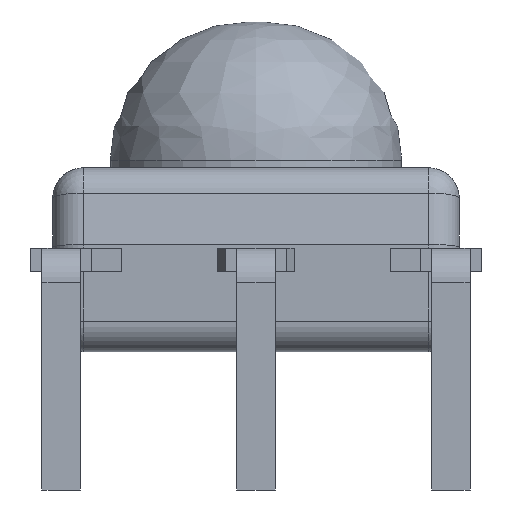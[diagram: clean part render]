
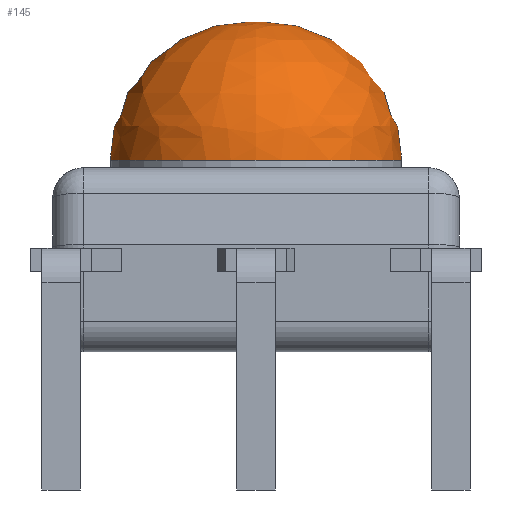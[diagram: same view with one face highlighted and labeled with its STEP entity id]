
A CAD part, front view. The second image highlights one B-rep face of the part: STEP entity #145.
In plain terms, the highlighted free-form (B-spline) face has degree [3, 3] with [4, 7] control points.
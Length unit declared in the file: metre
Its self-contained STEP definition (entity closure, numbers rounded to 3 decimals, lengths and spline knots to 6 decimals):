
#145 = ADVANCED_FACE( '', ( #386, #387 ), #388, .T. );
#386 = FACE_OUTER_BOUND( '', #726, .T. );
#387 = FACE_OUTER_BOUND( '', #727, .T. );
#388 = ( BOUNDED_SURFACE(  )B_SPLINE_SURFACE( 3, 3, ( ( #730, #731, #732, #733, #734, #735, #736 ), ( #737, #738, #739, #740, #741, #742, #743 ), ( #744, #745, #746, #747, #748, #749, #750 ), ( #751, #752, #753, #754, #755, #756, #757 ) ), .UNSPECIFIED., .F., .T., .F. )B_SPLINE_SURFACE_WITH_KNOTS( ( 4, 4 ), ( 4, 3, 4 ), ( 0., 6.283185 ), ( 0., 0.785398, 1.570796 ), .UNSPECIFIED. )GEOMETRIC_REPRESENTATION_ITEM(  )RATIONAL_B_SPLINE_SURFACE( ( ( 1., 0.333, 0.333, 1., 0.333, 0.333, 1. ), ( 0.805, 0.268, 0.268, 0.805, 0.268, 0.268, 0.805 ), ( 0.805, 0.268, 0.268, 0.805, 0.268, 0.268, 0.805 ), ( 1., 0.333, 0.333, 1., 0.333, 0.333, 1. ) ) )REPRESENTATION_ITEM( '' )SURFACE(  ) );
#726 = EDGE_LOOP( '', ( #1109 ) );
#727 = EDGE_LOOP( '', ( #1110 ) );
#730 = CARTESIAN_POINT( '', ( 0., 0.0078, 0.0043 ) );
#731 = CARTESIAN_POINT( '', ( 0.0002, 0.0078, 0.0043 ) );
#732 = CARTESIAN_POINT( '', ( 0.0002, 0.008, 0.0043 ) );
#733 = CARTESIAN_POINT( '', ( 0., 0.008, 0.0043 ) );
#734 = CARTESIAN_POINT( '', ( -0.0002, 0.008, 0.0043 ) );
#735 = CARTESIAN_POINT( '', ( -0.0002, 0.0078, 0.0043 ) );
#736 = CARTESIAN_POINT( '', ( 0., 0.0078, 0.0043 ) );
#737 = CARTESIAN_POINT( '', ( 0., 0.006746, 0.0043 ) );
#738 = CARTESIAN_POINT( '', ( 0.002309, 0.006746, 0.0043 ) );
#739 = CARTESIAN_POINT( '', ( 0.002309, 0.009054, 0.0043 ) );
#740 = CARTESIAN_POINT( '', ( 0., 0.009054, 0.0043 ) );
#741 = CARTESIAN_POINT( '', ( -0.002309, 0.009054, 0.0043 ) );
#742 = CARTESIAN_POINT( '', ( -0.002309, 0.006746, 0.0043 ) );
#743 = CARTESIAN_POINT( '', ( 0., 0.006746, 0.0043 ) );
#744 = CARTESIAN_POINT( '', ( 0., 0.006, 0.003554 ) );
#745 = CARTESIAN_POINT( '', ( 0.0038, 0.006, 0.003554 ) );
#746 = CARTESIAN_POINT( '', ( 0.0038, 0.0098, 0.003554 ) );
#747 = CARTESIAN_POINT( '', ( 0., 0.0098, 0.003554 ) );
#748 = CARTESIAN_POINT( '', ( -0.0038, 0.0098, 0.003554 ) );
#749 = CARTESIAN_POINT( '', ( -0.0038, 0.006, 0.003554 ) );
#750 = CARTESIAN_POINT( '', ( 0., 0.006, 0.003554 ) );
#751 = CARTESIAN_POINT( '', ( 0., 0.006, 0.0025 ) );
#752 = CARTESIAN_POINT( '', ( 0.0038, 0.006, 0.0025 ) );
#753 = CARTESIAN_POINT( '', ( 0.0038, 0.0098, 0.0025 ) );
#754 = CARTESIAN_POINT( '', ( 0., 0.0098, 0.0025 ) );
#755 = CARTESIAN_POINT( '', ( -0.0038, 0.0098, 0.0025 ) );
#756 = CARTESIAN_POINT( '', ( -0.0038, 0.006, 0.0025 ) );
#757 = CARTESIAN_POINT( '', ( 0., 0.006, 0.0025 ) );
#1109 = ORIENTED_EDGE( '', *, *, #2067, .F. );
#1110 = ORIENTED_EDGE( '', *, *, #2068, .F. );
#2067 = EDGE_CURVE( '', #2460, #2460, #2461, .F. );
#2068 = EDGE_CURVE( '', #2462, #2462, #2463, .T. );
#2460 = VERTEX_POINT( '', #3023 );
#2461 = CIRCLE( '', #3024, 0.0019 );
#2462 = VERTEX_POINT( '', #3025 );
#2463 = CIRCLE( '', #3026, 0.0001 );
#3023 = CARTESIAN_POINT( '', ( 0., 0.006, 0.0025 ) );
#3024 = AXIS2_PLACEMENT_3D( '', #3785, #3786, #3787 );
#3025 = CARTESIAN_POINT( '', ( 0., 0.0078, 0.0043 ) );
#3026 = AXIS2_PLACEMENT_3D( '', #3788, #3789, #3790 );
#3785 = CARTESIAN_POINT( '', ( 0., 0.0079, 0.0025 ) );
#3786 = DIRECTION( '', ( 0., 0., 1. ) );
#3787 = DIRECTION( '', ( 0., -1., 0. ) );
#3788 = CARTESIAN_POINT( '', ( 0., 0.0079, 0.0043 ) );
#3789 = DIRECTION( '', ( 0., 0., 1. ) );
#3790 = DIRECTION( '', ( 0., -1., 0. ) );
